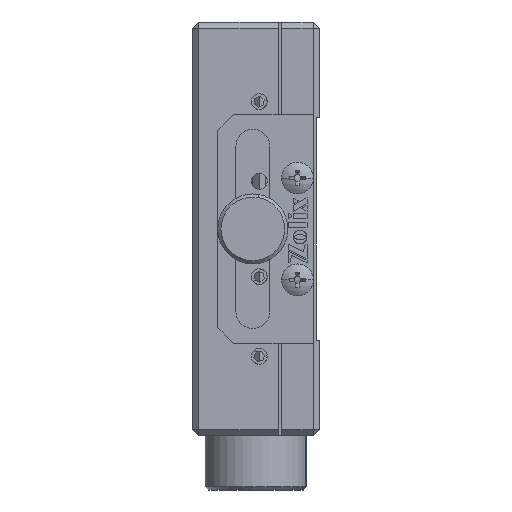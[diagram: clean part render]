
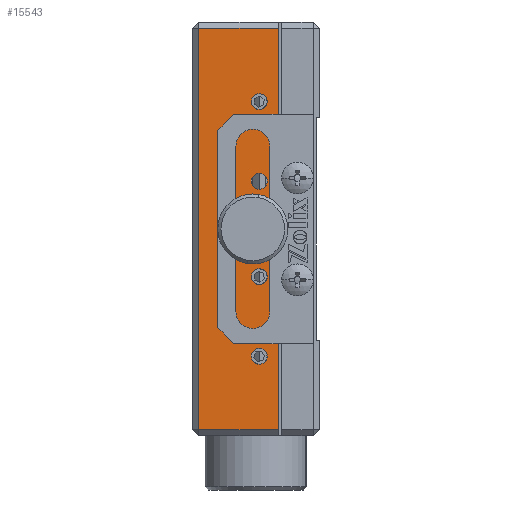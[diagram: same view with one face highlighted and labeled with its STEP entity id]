
A CAD part, left-side view. The second image highlights one B-rep face of the part: STEP entity #15543.
In plain terms, the highlighted planar face has unit normal (-1, 0, 0).
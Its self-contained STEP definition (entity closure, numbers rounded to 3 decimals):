
#354 = ORIENTED_EDGE ( 'NONE', *, *, #25086, .F. ) ;
#356 = LINE ( 'NONE', #15685, #2376 ) ;
#447 = EDGE_CURVE ( 'NONE', #2738, #8804, #9061, .T. ) ;
#662 = LINE ( 'NONE', #27875, #8728 ) ;
#932 = CIRCLE ( 'NONE', #9570, 1.25 ) ;
#1198 = CARTESIAN_POINT ( 'NONE',  ( -32.721, -7.77, 64.104 ) ) ;
#1646 = FACE_BOUND ( 'NONE', #18145, .T. ) ;
#1662 = DIRECTION ( 'NONE',  ( -1., 0., 0. ) ) ;
#2151 = DIRECTION ( 'NONE',  ( 0., 1., 0. ) ) ;
#2376 = VECTOR ( 'NONE', #21913, 1000. ) ;
#2378 = AXIS2_PLACEMENT_3D ( 'NONE', #23220, #6157, #10502 ) ;
#2522 = ORIENTED_EDGE ( 'NONE', *, *, #16053, .F. ) ;
#2618 = CARTESIAN_POINT ( 'NONE',  ( -32.721, 1.73, 40.354 ) ) ;
#2738 = VERTEX_POINT ( 'NONE', #13380 ) ;
#2906 = ORIENTED_EDGE ( 'NONE', *, *, #8988, .F. ) ;
#3259 = CARTESIAN_POINT ( 'NONE',  ( -32.721, -7.77, 91.604 ) ) ;
#3345 = EDGE_LOOP ( 'NONE', ( #2522, #9059 ) ) ;
#3431 = CARTESIAN_POINT ( 'NONE',  ( -32.721, -6.77, 70.754 ) ) ;
#3532 = AXIS2_PLACEMENT_3D ( 'NONE', #8577, #21934, #7056 ) ;
#3832 = EDGE_LOOP ( 'NONE', ( #13538, #9897 ) ) ;
#3894 = DIRECTION ( 'NONE',  ( -1., 0., 0. ) ) ;
#4121 = CARTESIAN_POINT ( 'NONE',  ( -32.721, -7.77, 92.854 ) ) ;
#4402 = ORIENTED_EDGE ( 'NONE', *, *, #12914, .F. ) ;
#4562 = EDGE_CURVE ( 'NONE', #18762, #12111, #5988, .T. ) ;
#5849 = VECTOR ( 'NONE', #19641, 1000. ) ;
#5980 = ORIENTED_EDGE ( 'NONE', *, *, #10640, .T. ) ;
#5988 = CIRCLE ( 'NONE', #22262, 2.1 ) ;
#6157 = DIRECTION ( 'NONE',  ( -1., 0., 0. ) ) ;
#6163 = DIRECTION ( 'NONE',  ( 0., 0., 1. ) ) ;
#6236 = CARTESIAN_POINT ( 'NONE',  ( -32.721, -7.77, 80.354 ) ) ;
#6281 = VERTEX_POINT ( 'NONE', #15706 ) ;
#6511 = CARTESIAN_POINT ( 'NONE',  ( -32.721, -6.77, 74.954 ) ) ;
#6560 = ORIENTED_EDGE ( 'NONE', *, *, #4562, .F. ) ;
#6828 = VERTEX_POINT ( 'NONE', #19437 ) ;
#7002 = FACE_BOUND ( 'NONE', #3345, .T. ) ;
#7056 = DIRECTION ( 'NONE',  ( 0., 0., 1. ) ) ;
#7444 = DIRECTION ( 'NONE',  ( 0., 0., 1. ) ) ;
#7510 = DIRECTION ( 'NONE',  ( -1., 0., 0. ) ) ;
#7901 = DIRECTION ( 'NONE',  ( -1., 0., 0. ) ) ;
#8341 = EDGE_LOOP ( 'NONE', ( #5980, #27171, #25150, #10563 ) ) ;
#8499 = CARTESIAN_POINT ( 'NONE',  ( -32.721, -7.77, 52.854 ) ) ;
#8577 = CARTESIAN_POINT ( 'NONE',  ( -32.721, -7.77, 52.854 ) ) ;
#8661 = CIRCLE ( 'NONE', #19939, 1.25 ) ;
#8728 = VECTOR ( 'NONE', #2151, 1000. ) ;
#8804 = VERTEX_POINT ( 'NONE', #3259 ) ;
#8988 = EDGE_CURVE ( 'NONE', #6828, #19524, #932, .T. ) ;
#9043 = EDGE_CURVE ( 'NONE', #6281, #12085, #10023, .T. ) ;
#9059 = ORIENTED_EDGE ( 'NONE', *, *, #25481, .F. ) ;
#9061 = CIRCLE ( 'NONE', #10244, 1.25 ) ;
#9339 = ORIENTED_EDGE ( 'NONE', *, *, #17410, .F. ) ;
#9514 = DIRECTION ( 'NONE',  ( 0., 0., 1. ) ) ;
#9570 = AXIS2_PLACEMENT_3D ( 'NONE', #12728, #3894, #23198 ) ;
#9895 = DIRECTION ( 'NONE',  ( 0., 0., 1. ) ) ;
#9897 = ORIENTED_EDGE ( 'NONE', *, *, #21038, .F. ) ;
#9903 = DIRECTION ( 'NONE',  ( 0., 0., 1. ) ) ;
#9934 = CIRCLE ( 'NONE', #15637, 1.25 ) ;
#10023 = CIRCLE ( 'NONE', #21089, 1.25 ) ;
#10121 = ORIENTED_EDGE ( 'NONE', *, *, #9043, .F. ) ;
#10168 = VERTEX_POINT ( 'NONE', #20056 ) ;
#10244 = AXIS2_PLACEMENT_3D ( 'NONE', #4121, #25965, #6163 ) ;
#10502 = DIRECTION ( 'NONE',  ( 0., 0., 1. ) ) ;
#10541 = EDGE_CURVE ( 'NONE', #23991, #26411, #15634, .T. ) ;
#10563 = ORIENTED_EDGE ( 'NONE', *, *, #20759, .T. ) ;
#10640 = EDGE_CURVE ( 'NONE', #23869, #22372, #13603, .T. ) ;
#11758 = CARTESIAN_POINT ( 'NONE',  ( -32.721, -7.77, 65.354 ) ) ;
#12085 = VERTEX_POINT ( 'NONE', #23672 ) ;
#12111 = VERTEX_POINT ( 'NONE', #6511 ) ;
#12728 = CARTESIAN_POINT ( 'NONE',  ( -32.721, -7.77, 80.354 ) ) ;
#12914 = EDGE_CURVE ( 'NONE', #12111, #18762, #26308, .T. ) ;
#13003 = AXIS2_PLACEMENT_3D ( 'NONE', #18622, #20802, #9895 ) ;
#13081 = FACE_BOUND ( 'NONE', #3832, .T. ) ;
#13380 = CARTESIAN_POINT ( 'NONE',  ( -32.721, -7.77, 94.104 ) ) ;
#13388 = VERTEX_POINT ( 'NONE', #1198 ) ;
#13428 = CARTESIAN_POINT ( 'NONE',  ( -32.721, -10.77, 40.354 ) ) ;
#13538 = ORIENTED_EDGE ( 'NONE', *, *, #447, .F. ) ;
#13603 = LINE ( 'NONE', #13428, #5849 ) ;
#13952 = CARTESIAN_POINT ( 'NONE',  ( -32.721, -10.77, 104.354 ) ) ;
#14023 = CARTESIAN_POINT ( 'NONE',  ( -32.721, -10.77, 40.354 ) ) ;
#14088 = EDGE_CURVE ( 'NONE', #22372, #23991, #662, .T. ) ;
#14447 = DIRECTION ( 'NONE',  ( 0., 0., 1. ) ) ;
#14794 = DIRECTION ( 'NONE',  ( 0., 0., 1. ) ) ;
#15543 = ADVANCED_FACE ( 'NONE', ( #7002, #27603, #13081, #25227, #1646, #22521 ), #22700, .T. ) ;
#15634 = LINE ( 'NONE', #2618, #20012 ) ;
#15637 = AXIS2_PLACEMENT_3D ( 'NONE', #6236, #1662, #14447 ) ;
#15685 = CARTESIAN_POINT ( 'NONE',  ( -32.721, -10.77, 41.354 ) ) ;
#15706 = CARTESIAN_POINT ( 'NONE',  ( -32.721, -7.77, 54.104 ) ) ;
#16053 = EDGE_CURVE ( 'NONE', #10168, #13388, #8661, .T. ) ;
#17410 = EDGE_CURVE ( 'NONE', #19524, #6828, #9934, .T. ) ;
#17736 = CIRCLE ( 'NONE', #27180, 1.25 ) ;
#18135 = CARTESIAN_POINT ( 'NONE',  ( -32.721, -6.77, 72.854 ) ) ;
#18145 = EDGE_LOOP ( 'NONE', ( #4402, #6560 ) ) ;
#18622 = CARTESIAN_POINT ( 'NONE',  ( -32.721, -6.77, 72.854 ) ) ;
#18762 = VERTEX_POINT ( 'NONE', #3431 ) ;
#19437 = CARTESIAN_POINT ( 'NONE',  ( -32.721, -7.77, 79.104 ) ) ;
#19524 = VERTEX_POINT ( 'NONE', #25702 ) ;
#19641 = DIRECTION ( 'NONE',  ( 0., 0., 1. ) ) ;
#19832 = DIRECTION ( 'NONE',  ( 0., 0., -1. ) ) ;
#19939 = AXIS2_PLACEMENT_3D ( 'NONE', #11758, #26846, #9514 ) ;
#19971 = EDGE_LOOP ( 'NONE', ( #10121, #354 ) ) ;
#20012 = VECTOR ( 'NONE', #19832, 1000. ) ;
#20056 = CARTESIAN_POINT ( 'NONE',  ( -32.721, -7.77, 66.604 ) ) ;
#20251 = DIRECTION ( 'NONE',  ( -1., 0., 0. ) ) ;
#20759 = EDGE_CURVE ( 'NONE', #26411, #23869, #356, .T. ) ;
#20802 = DIRECTION ( 'NONE',  ( -1., 0., 0. ) ) ;
#21038 = EDGE_CURVE ( 'NONE', #8804, #2738, #25617, .T. ) ;
#21089 = AXIS2_PLACEMENT_3D ( 'NONE', #8499, #25549, #14794 ) ;
#21913 = DIRECTION ( 'NONE',  ( 0., -1., 0. ) ) ;
#21934 = DIRECTION ( 'NONE',  ( -1., 0., 0. ) ) ;
#22262 = AXIS2_PLACEMENT_3D ( 'NONE', #18135, #7510, #22570 ) ;
#22372 = VERTEX_POINT ( 'NONE', #13952 ) ;
#22411 = CARTESIAN_POINT ( 'NONE',  ( -32.721, 1.73, 41.354 ) ) ;
#22450 = EDGE_LOOP ( 'NONE', ( #9339, #2906 ) ) ;
#22496 = CARTESIAN_POINT ( 'NONE',  ( -32.721, -7.77, 65.354 ) ) ;
#22521 = FACE_OUTER_BOUND ( 'NONE', #8341, .T. ) ;
#22570 = DIRECTION ( 'NONE',  ( 0., 0., 1. ) ) ;
#22700 = PLANE ( 'NONE',  #23367 ) ;
#23152 = CIRCLE ( 'NONE', #3532, 1.25 ) ;
#23198 = DIRECTION ( 'NONE',  ( 0., 0., 1. ) ) ;
#23220 = CARTESIAN_POINT ( 'NONE',  ( -32.721, -7.77, 92.854 ) ) ;
#23367 = AXIS2_PLACEMENT_3D ( 'NONE', #14023, #7901, #9903 ) ;
#23672 = CARTESIAN_POINT ( 'NONE',  ( -32.721, -7.77, 51.604 ) ) ;
#23869 = VERTEX_POINT ( 'NONE', #27351 ) ;
#23991 = VERTEX_POINT ( 'NONE', #26245 ) ;
#25086 = EDGE_CURVE ( 'NONE', #12085, #6281, #23152, .T. ) ;
#25150 = ORIENTED_EDGE ( 'NONE', *, *, #10541, .T. ) ;
#25227 = FACE_BOUND ( 'NONE', #22450, .T. ) ;
#25481 = EDGE_CURVE ( 'NONE', #13388, #10168, #17736, .T. ) ;
#25549 = DIRECTION ( 'NONE',  ( -1., 0., 0. ) ) ;
#25617 = CIRCLE ( 'NONE', #2378, 1.25 ) ;
#25702 = CARTESIAN_POINT ( 'NONE',  ( -32.721, -7.77, 81.604 ) ) ;
#25965 = DIRECTION ( 'NONE',  ( -1., 0., 0. ) ) ;
#26245 = CARTESIAN_POINT ( 'NONE',  ( -32.721, 1.73, 104.354 ) ) ;
#26308 = CIRCLE ( 'NONE', #13003, 2.1 ) ;
#26411 = VERTEX_POINT ( 'NONE', #22411 ) ;
#26846 = DIRECTION ( 'NONE',  ( -1., 0., 0. ) ) ;
#27171 = ORIENTED_EDGE ( 'NONE', *, *, #14088, .T. ) ;
#27180 = AXIS2_PLACEMENT_3D ( 'NONE', #22496, #20251, #7444 ) ;
#27351 = CARTESIAN_POINT ( 'NONE',  ( -32.721, -10.77, 41.354 ) ) ;
#27603 = FACE_BOUND ( 'NONE', #19971, .T. ) ;
#27875 = CARTESIAN_POINT ( 'NONE',  ( -32.721, -10.77, 104.354 ) ) ;
